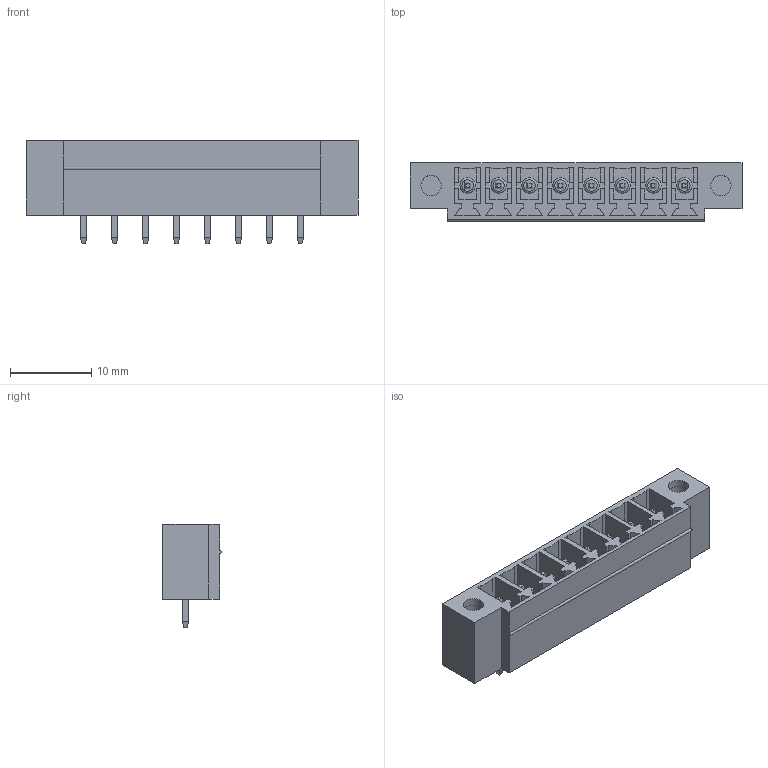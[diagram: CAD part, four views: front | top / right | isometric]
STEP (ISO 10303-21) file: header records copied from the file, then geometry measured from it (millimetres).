
FILE_DESCRIPTION( ( 'Unknown' ), '1' );
FILE_NAME( '691323300008.stp', 'Unknown', ( 'Unknown' ), ( 'Unknown' ), 'PSStep 14.0', 'Unknown', ' ' );
FILE_SCHEMA( ( 'AUTOMOTIVE_DESIGN { 1 0 10303 214 1 1 1 1 }' ) );
Length unit declared in the file: millimetre
Products named in the file (4): Assem1; 6913233000xx_PIN; 6913233000xx_INSERT; 691321300008
Assembly tree (11 placements, depth 2):
  Assem1
    6913233000xx_PIN  x8
    6913233000xx_INSERT  x2
    691321300008
Bounding box: 40.87 x 7.2 x 12.7 mm (x, y, z)
Volume: 1399.6 mm3; surface area: 3841.5 mm2
Topology: 11 solids, 11 shells, 508 faces, 1343 edges, 869 vertices
Faces by surface type: plane 467, cylinder 29, torus 12
Full cylindrical faces by diameter (mm): 1.9 x8, 2.5 x4
Entity records: 15988 total; most frequent: CARTESIAN_POINT 2478, ORIENTED_EDGE 2176, DIRECTION 1962, EDGE_CURVE 1088, LINE 1010, VECTOR 1010, VERTEX_POINT 728, AXIS2_PLACEMENT_3D 476
